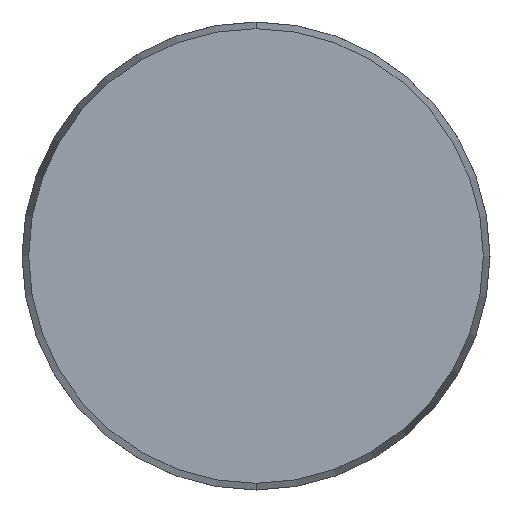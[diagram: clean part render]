
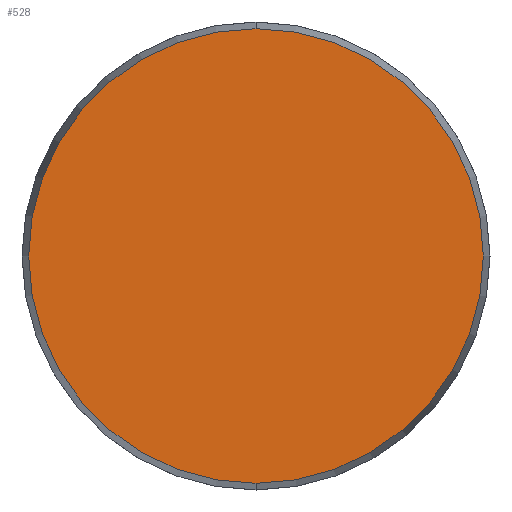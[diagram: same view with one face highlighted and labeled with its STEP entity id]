
A CAD part, front view. The second image highlights one B-rep face of the part: STEP entity #528.
In plain terms, the highlighted planar face has unit normal (0, -1, 0).
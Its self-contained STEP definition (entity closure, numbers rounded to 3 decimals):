
#27 = ORIENTED_EDGE ( 'NONE', *, *, #449, .T. ) ;
#184 = ORIENTED_EDGE ( 'NONE', *, *, #488, .T. ) ;
#199 = VERTEX_POINT ( 'NONE', #358 ) ;
#207 = DIRECTION ( 'NONE',  ( 0., -1., 0. ) ) ;
#245 = AXIS2_PLACEMENT_3D ( 'NONE', #246, #623, #950 ) ;
#246 = CARTESIAN_POINT ( 'NONE',  ( -29.143, 0., 0. ) ) ;
#320 = EDGE_LOOP ( 'NONE', ( #184, #27 ) ) ;
#328 = DIRECTION ( 'NONE',  ( 0., -1., 0. ) ) ;
#358 = CARTESIAN_POINT ( 'NONE',  ( 0., 0., 29.143 ) ) ;
#360 = CIRCLE ( 'NONE', #542, 29.143 ) ;
#432 = CARTESIAN_POINT ( 'NONE',  ( 0., 0., -29.143 ) ) ;
#449 = EDGE_CURVE ( 'NONE', #757, #199, #591, .T. ) ;
#462 = CARTESIAN_POINT ( 'NONE',  ( 0., 0., 0. ) ) ;
#488 = EDGE_CURVE ( 'NONE', #199, #757, #360, .T. ) ;
#522 = DIRECTION ( 'NONE',  ( 0., 0., -1. ) ) ;
#528 = ADVANCED_FACE ( 'NONE', ( #634 ), #540, .F. ) ;
#540 = PLANE ( 'NONE',  #245 ) ;
#542 = AXIS2_PLACEMENT_3D ( 'NONE', #462, #328, #1029 ) ;
#591 = CIRCLE ( 'NONE', #1019, 29.143 ) ;
#623 = DIRECTION ( 'NONE',  ( 0., 1., 0. ) ) ;
#634 = FACE_OUTER_BOUND ( 'NONE', #320, .T. ) ;
#757 = VERTEX_POINT ( 'NONE', #432 ) ;
#916 = CARTESIAN_POINT ( 'NONE',  ( 0., 0., 0. ) ) ;
#950 = DIRECTION ( 'NONE',  ( 0., 0., 1. ) ) ;
#1019 = AXIS2_PLACEMENT_3D ( 'NONE', #916, #207, #522 ) ;
#1029 = DIRECTION ( 'NONE',  ( 0., 0., -1. ) ) ;
